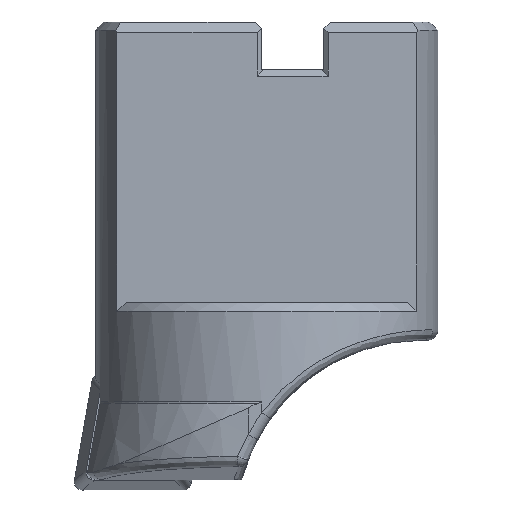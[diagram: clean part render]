
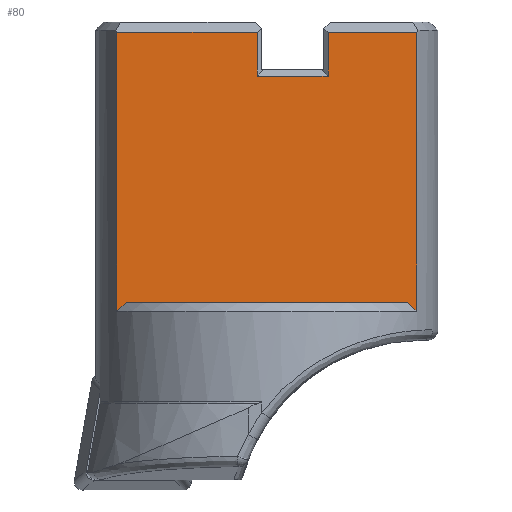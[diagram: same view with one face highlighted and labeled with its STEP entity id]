
A CAD part, front view. The second image highlights one B-rep face of the part: STEP entity #80.
In plain terms, the highlighted planar face has unit normal (0, -1, 0).
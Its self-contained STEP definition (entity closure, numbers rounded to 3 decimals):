
#80=ADVANCED_FACE('',(#175),#138,.F.);
#138=PLANE('',#1120);
#175=FACE_OUTER_BOUND('',#233,.T.);
#233=EDGE_LOOP('',(#370,#371,#372,#373,#374,#375,#376,#377,#378,#379));
#311=B_SPLINE_CURVE_WITH_KNOTS('',3,(#1588,#1589,#1590,#1591),
 .UNSPECIFIED.,.F.,.F.,(4,4),(0.,1.),.UNSPECIFIED.);
#312=B_SPLINE_CURVE_WITH_KNOTS('',3,(#1595,#1596,#1597,#1598),
 .UNSPECIFIED.,.F.,.F.,(4,4),(0.,1.),.UNSPECIFIED.);
#370=ORIENTED_EDGE('',*,*,#780,.F.);
#371=ORIENTED_EDGE('',*,*,#781,.F.);
#372=ORIENTED_EDGE('',*,*,#782,.F.);
#373=ORIENTED_EDGE('',*,*,#783,.F.);
#374=ORIENTED_EDGE('',*,*,#784,.F.);
#375=ORIENTED_EDGE('',*,*,#785,.T.);
#376=ORIENTED_EDGE('',*,*,#786,.T.);
#377=ORIENTED_EDGE('',*,*,#787,.T.);
#378=ORIENTED_EDGE('',*,*,#788,.T.);
#379=ORIENTED_EDGE('',*,*,#789,.F.);
#678=VERTEX_POINT('',#1576);
#679=VERTEX_POINT('',#1577);
#680=VERTEX_POINT('',#1579);
#681=VERTEX_POINT('',#1581);
#682=VERTEX_POINT('',#1583);
#683=VERTEX_POINT('',#1585);
#684=VERTEX_POINT('',#1587);
#685=VERTEX_POINT('',#1592);
#686=VERTEX_POINT('',#1594);
#687=VERTEX_POINT('',#1599);
#780=EDGE_CURVE('',#678,#679,#929,.T.);
#781=EDGE_CURVE('',#680,#678,#930,.T.);
#782=EDGE_CURVE('',#681,#680,#931,.T.);
#783=EDGE_CURVE('',#682,#681,#932,.T.);
#784=EDGE_CURVE('',#683,#682,#933,.T.);
#785=EDGE_CURVE('',#683,#684,#934,.T.);
#786=EDGE_CURVE('',#684,#685,#311,.T.);
#787=EDGE_CURVE('',#685,#686,#935,.T.);
#788=EDGE_CURVE('',#686,#687,#312,.T.);
#789=EDGE_CURVE('',#679,#687,#936,.T.);
#929=LINE('',#1575,#1018);
#930=LINE('',#1578,#1019);
#931=LINE('',#1580,#1020);
#932=LINE('',#1582,#1021);
#933=LINE('',#1584,#1022);
#934=LINE('',#1586,#1023);
#935=LINE('',#1593,#1024);
#936=LINE('',#1600,#1025);
#1018=VECTOR('',#1233,1.);
#1019=VECTOR('',#1234,1.);
#1020=VECTOR('',#1235,1.);
#1021=VECTOR('',#1236,1.);
#1022=VECTOR('',#1237,1.);
#1023=VECTOR('',#1238,1.);
#1024=VECTOR('',#1239,1.);
#1025=VECTOR('',#1240,1.);
#1120=AXIS2_PLACEMENT_3D('',#1601,#1241,#1242);
#1233=DIRECTION('',(1.,0.,0.));
#1234=DIRECTION('',(0.,0.,1.));
#1235=DIRECTION('',(1.,0.,0.));
#1236=DIRECTION('',(0.,0.,-1.));
#1237=DIRECTION('',(1.,0.,0.));
#1238=DIRECTION('',(0.,0.,-1.));
#1239=DIRECTION('',(1.,0.,0.));
#1240=DIRECTION('',(0.,0.,-1.));
#1241=DIRECTION('',(0.,1.,0.));
#1242=DIRECTION('',(0.,0.,1.));
#1575=CARTESIAN_POINT('',(1.7,0.,-0.5));
#1576=CARTESIAN_POINT('',(1.7,0.,-0.5));
#1577=CARTESIAN_POINT('',(5.965,0.,-0.5));
#1578=CARTESIAN_POINT('',(1.7,0.,-2.6));
#1579=CARTESIAN_POINT('',(1.7,0.,-2.6));
#1580=CARTESIAN_POINT('',(-1.7,0.,-2.6));
#1581=CARTESIAN_POINT('',(-1.7,0.,-2.6));
#1582=CARTESIAN_POINT('',(-1.7,0.,-0.5));
#1583=CARTESIAN_POINT('',(-1.7,0.,-0.5));
#1584=CARTESIAN_POINT('',(-8.465,0.,-0.5));
#1585=CARTESIAN_POINT('',(-8.465,0.,-0.5));
#1586=CARTESIAN_POINT('',(-8.465,0.,-0.5));
#1587=CARTESIAN_POINT('',(-8.465,0.,-13.9));
#1588=CARTESIAN_POINT('',(-8.465,0.,-13.9));
#1589=CARTESIAN_POINT('',(-8.312,0.,-13.766));
#1590=CARTESIAN_POINT('',(-8.159,0.,-13.633));
#1591=CARTESIAN_POINT('',(-8.004,0.,-13.5));
#1592=CARTESIAN_POINT('',(-8.004,0.,-13.5));
#1593=CARTESIAN_POINT('',(-11.823,0.,-13.5));
#1594=CARTESIAN_POINT('',(5.504,0.,-13.5));
#1595=CARTESIAN_POINT('',(5.504,0.,-13.5));
#1596=CARTESIAN_POINT('',(5.659,0.,-13.633));
#1597=CARTESIAN_POINT('',(5.812,0.,-13.766));
#1598=CARTESIAN_POINT('',(5.965,0.,-13.9));
#1599=CARTESIAN_POINT('',(5.965,0.,-13.9));
#1600=CARTESIAN_POINT('',(5.965,0.,-0.5));
#1601=CARTESIAN_POINT('',(-11.823,0.,-13.5));
